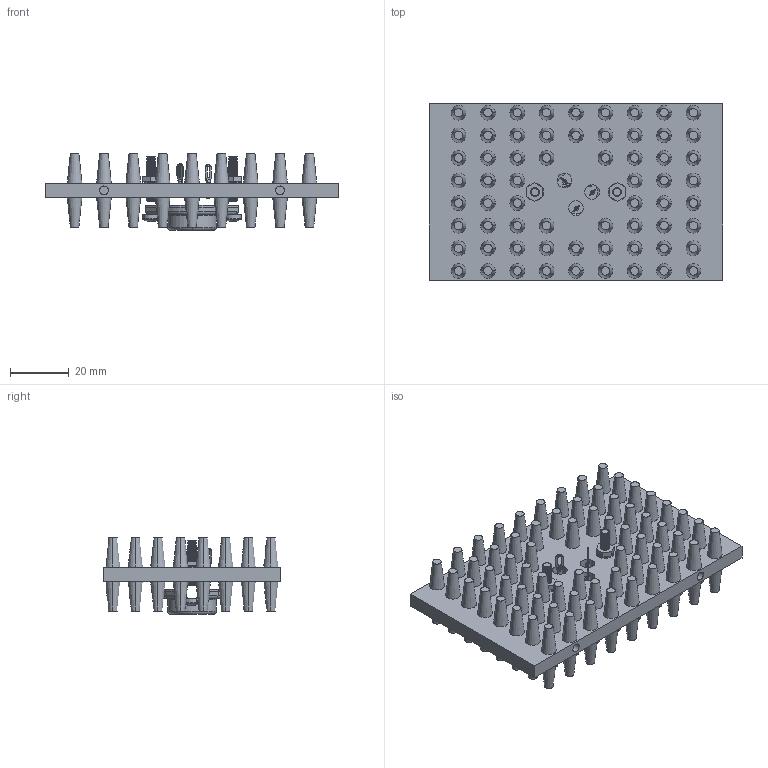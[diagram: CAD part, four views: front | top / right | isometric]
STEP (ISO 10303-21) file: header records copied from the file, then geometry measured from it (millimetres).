
FILE_DESCRIPTION (( 'STEP AP214' ), '1' );
FILE_NAME ('ﾏ213_蒻瑣ⅱ_02.STEP', '2019-03-02T11:34:48', ( 'user' ), ( 'MICROSOFT' ), 'SwSTEP 2.0', 'SolidWorks 2015', '' );
FILE_SCHEMA (( 'AUTOMOTIVE_DESIGN' ));
Length unit declared in the file: millimetre
Products named in the file (1): ﾏ213_蒻瑣ⅱ_02
Bounding box: 100 x 60 x 26.11 mm (x, y, z)
Surface area: 29777.3 mm2 (no closed solid volume)
Topology: 0 solids, 64 shells, 812 faces, 2365 edges, 1698 vertices
Faces by surface type: cone 340, plane 237, cylinder 149, torus 63, bspline 13, sphere 10
Entity records: 38302 total; most frequent: CARTESIAN_POINT 7620, DIRECTION 4891, ORIENTED_EDGE 3908, EDGE_CURVE 2353, AXIS2_PLACEMENT_3D 1997, VERTEX_POINT 1692, CIRCLE 1197, EDGE_LOOP 982
